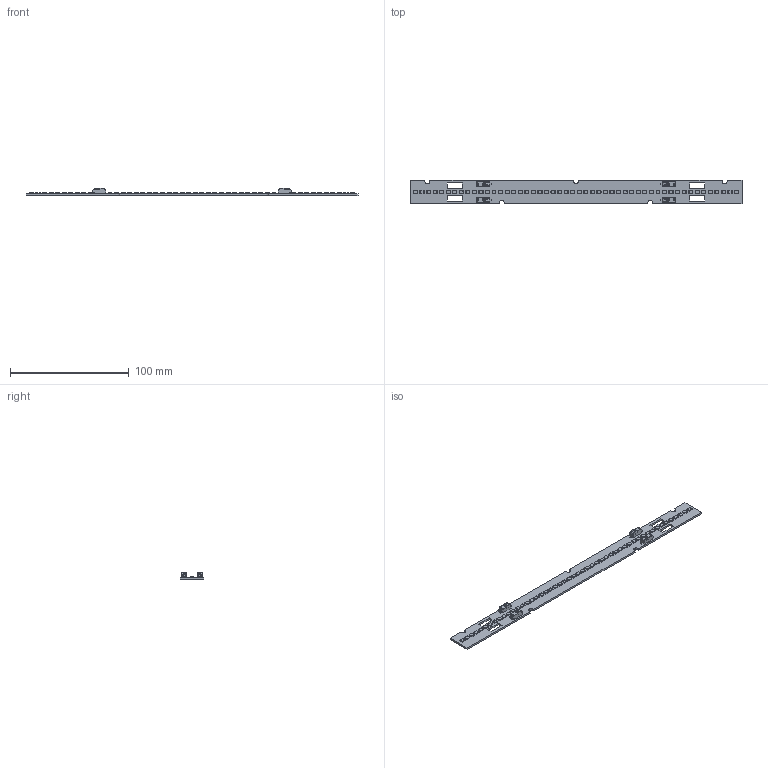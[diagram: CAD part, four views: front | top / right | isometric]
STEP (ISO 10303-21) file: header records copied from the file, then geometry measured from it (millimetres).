
FILE_DESCRIPTION(/* description */ (''),/* implementation_level */ '2;1');
FILE_NAME(/* name */ 'Fortimo LED Strip PO 1ft 1100lm LV5 F 2019-12-09.stp',/* time_stamp */ '2019-12-09T12:36:14+01:00',/* author */ ('plr07102'),/* organization */ (''),/* preprocessor_version */ 'ST-DEVELOPER v16.5',/* originating_system */ 'Autodesk Inventor 2017',/* authorisation */ '');
FILE_SCHEMA (('AUTOMOTIVE_DESIGN { 1 0 10303 214 3 1 1 }'));
Products named in the file (1): 4422 947 38350
Bounding box: 279.2 x 20 x 6.1 mm (x, y, z)
Volume: 9445.8 mm3; surface area: 13788.4 mm2
Topology: 5 solids, 85 shells, 4018 faces, 11032 edges, 7240 vertices
Faces by surface type: plane 3169, cylinder 761, bspline 44, torus 40, sphere 4
Full cylindrical faces by diameter (mm): 2.2 x4
Entity records: 130706 total; most frequent: CARTESIAN_POINT 23731, ORIENTED_EDGE 22024, DIRECTION 20594, EDGE_CURVE 11008, LINE 9236, VECTOR 9236, VERTEX_POINT 7228, AXIS2_PLACEMENT_3D 5679
